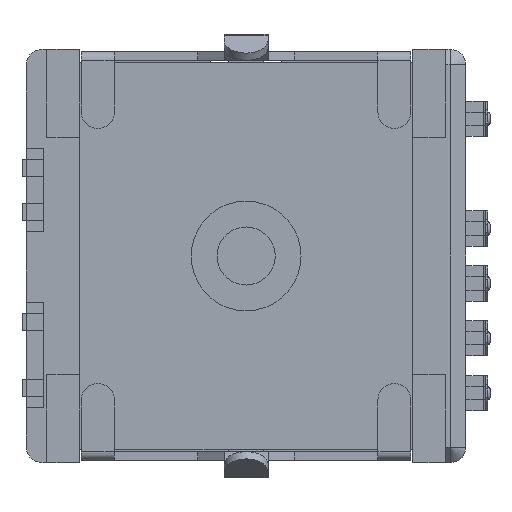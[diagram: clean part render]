
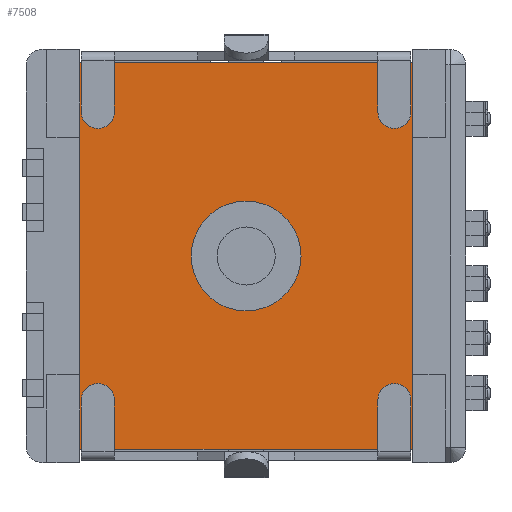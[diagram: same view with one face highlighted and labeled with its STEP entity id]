
A CAD part, front view. The second image highlights one B-rep face of the part: STEP entity #7508.
In plain terms, the highlighted planar face has unit normal (0, -1, 0).
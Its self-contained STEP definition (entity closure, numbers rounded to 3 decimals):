
#113=FACE_BOUND('',#773,.T.);
#192=CIRCLE('',#8080,2.5);
#363=FACE_OUTER_BOUND('',#772,.T.);
#772=EDGE_LOOP('',(#5374,#5375,#5376,#5377));
#773=EDGE_LOOP('',(#5378));
#1323=LINE('',#11037,#2309);
#1330=LINE('',#11051,#2316);
#1337=LINE('',#11063,#2323);
#1338=LINE('',#11064,#2324);
#2309=VECTOR('',#8938,10.);
#2316=VECTOR('',#8949,10.);
#2323=VECTOR('',#8960,10.);
#2324=VECTOR('',#8961,10.);
#3236=VERTEX_POINT('',#11035);
#3237=VERTEX_POINT('',#11036);
#3241=VERTEX_POINT('',#11049);
#3242=VERTEX_POINT('',#11050);
#3246=VERTEX_POINT('',#11065);
#4041=EDGE_CURVE('',#3236,#3237,#1323,.T.);
#4048=EDGE_CURVE('',#3241,#3242,#1330,.T.);
#4055=EDGE_CURVE('',#3241,#3237,#1337,.T.);
#4056=EDGE_CURVE('',#3236,#3242,#1338,.T.);
#4057=EDGE_CURVE('',#3246,#3246,#192,.T.);
#5374=ORIENTED_EDGE('',*,*,#4041,.T.);
#5375=ORIENTED_EDGE('',*,*,#4055,.F.);
#5376=ORIENTED_EDGE('',*,*,#4048,.T.);
#5377=ORIENTED_EDGE('',*,*,#4056,.F.);
#5378=ORIENTED_EDGE('',*,*,#4057,.T.);
#7146=PLANE('',#8079);
#7508=ADVANCED_FACE('',(#363,#113),#7146,.F.);
#8079=AXIS2_PLACEMENT_3D('',#11062,#8958,#8959);
#8080=AXIS2_PLACEMENT_3D('',#11066,#8962,#8963);
#8938=DIRECTION('',(1.,0.,0.));
#8949=DIRECTION('',(-1.,0.,0.));
#8958=DIRECTION('center_axis',(0.,1.,0.));
#8959=DIRECTION('ref_axis',(0.,0.,1.));
#8960=DIRECTION('',(0.,0.,-1.));
#8961=DIRECTION('',(0.,0.,1.));
#8962=DIRECTION('center_axis',(0.,1.,0.));
#8963=DIRECTION('ref_axis',(-1.,0.,0.));
#11035=CARTESIAN_POINT('',(-7.575,0.4,-8.8));
#11036=CARTESIAN_POINT('',(7.575,0.4,-8.8));
#11037=CARTESIAN_POINT('',(0.,0.4,-8.8));
#11049=CARTESIAN_POINT('',(7.575,0.4,8.8));
#11050=CARTESIAN_POINT('',(-7.575,0.4,8.8));
#11051=CARTESIAN_POINT('',(0.,0.4,8.8));
#11062=CARTESIAN_POINT('Origin',(0.,0.4,0.));
#11063=CARTESIAN_POINT('',(7.575,0.4,9.4));
#11064=CARTESIAN_POINT('',(-7.575,0.4,-9.4));
#11065=CARTESIAN_POINT('',(2.5,0.4,0.));
#11066=CARTESIAN_POINT('Origin',(0.,0.4,0.));
